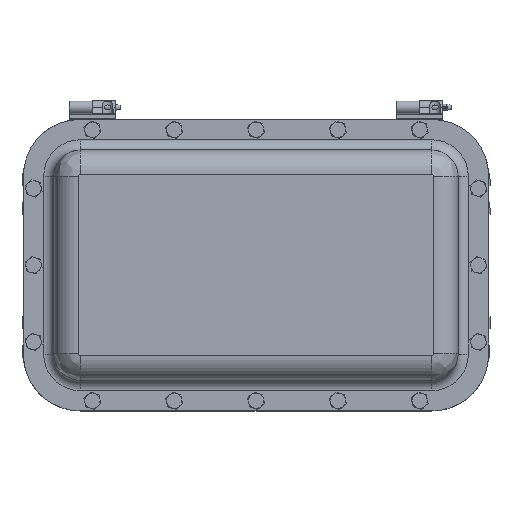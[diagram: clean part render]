
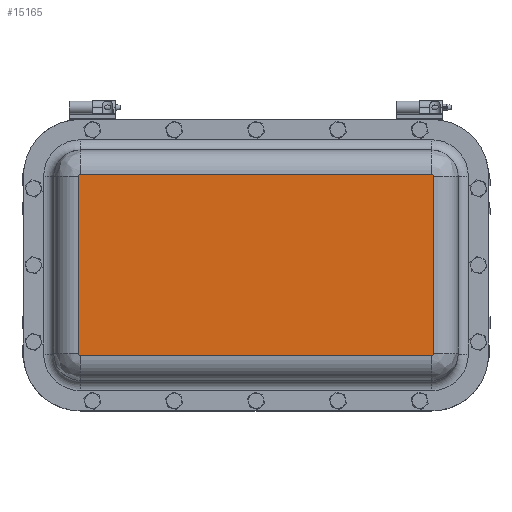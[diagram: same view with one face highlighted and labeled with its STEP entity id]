
A CAD part, top view. The second image highlights one B-rep face of the part: STEP entity #15165.
In plain terms, the highlighted face is planar.
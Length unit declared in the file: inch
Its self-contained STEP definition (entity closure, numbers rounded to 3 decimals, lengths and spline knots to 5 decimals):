
#969=LINE('',#26507,#2055);
#970=LINE('',#26526,#2056);
#972=LINE('',#26546,#2058);
#974=LINE('',#26566,#2060);
#2055=VECTOR('',#19444,0.3937);
#2056=VECTOR('',#19455,0.3937);
#2058=VECTOR('',#19467,0.3937);
#2060=VECTOR('',#19479,0.3937);
#2959=PLANE('',#16677);
#4542=FACE_OUTER_BOUND('',#5701,.T.);
#5701=EDGE_LOOP('',(#12457,#12458,#12459,#12460,#12461,#12462,#12463,#12464));
#6547=CIRCLE('',#16655,0.08459);
#6551=CIRCLE('',#16660,0.08459);
#6555=CIRCLE('',#16665,0.08459);
#6558=CIRCLE('',#16669,0.08459);
#7494=VERTEX_POINT('',#26500);
#7497=VERTEX_POINT('',#26505);
#7499=VERTEX_POINT('',#26518);
#7501=VERTEX_POINT('',#26524);
#7503=VERTEX_POINT('',#26538);
#7505=VERTEX_POINT('',#26544);
#7507=VERTEX_POINT('',#26558);
#7509=VERTEX_POINT('',#26564);
#9260=EDGE_CURVE('',#7497,#7494,#969,.T.);
#9262=EDGE_CURVE('',#7499,#7497,#6547,.T.);
#9265=EDGE_CURVE('',#7501,#7499,#970,.T.);
#9268=EDGE_CURVE('',#7503,#7501,#6551,.T.);
#9271=EDGE_CURVE('',#7505,#7503,#972,.T.);
#9274=EDGE_CURVE('',#7507,#7505,#6555,.T.);
#9277=EDGE_CURVE('',#7509,#7507,#974,.T.);
#9279=EDGE_CURVE('',#7494,#7509,#6558,.T.);
#12457=ORIENTED_EDGE('',*,*,#9260,.F.);
#12458=ORIENTED_EDGE('',*,*,#9262,.F.);
#12459=ORIENTED_EDGE('',*,*,#9265,.F.);
#12460=ORIENTED_EDGE('',*,*,#9268,.F.);
#12461=ORIENTED_EDGE('',*,*,#9271,.F.);
#12462=ORIENTED_EDGE('',*,*,#9274,.F.);
#12463=ORIENTED_EDGE('',*,*,#9277,.F.);
#12464=ORIENTED_EDGE('',*,*,#9279,.F.);
#15165=ADVANCED_FACE('',(#4542),#2959,.F.);
#16655=AXIS2_PLACEMENT_3D('',#26520,#19447,#19448);
#16660=AXIS2_PLACEMENT_3D('',#26540,#19459,#19460);
#16665=AXIS2_PLACEMENT_3D('',#26560,#19471,#19472);
#16669=AXIS2_PLACEMENT_3D('',#26577,#19481,#19482);
#16677=AXIS2_PLACEMENT_3D('',#26597,#19504,#19505);
#19444=DIRECTION('',(0.,-1.,0.));
#19447=DIRECTION('center_axis',(0.,0.,1.));
#19448=DIRECTION('ref_axis',(-0.707,0.707,0.));
#19455=DIRECTION('',(-1.,0.,0.));
#19459=DIRECTION('center_axis',(0.,0.,1.));
#19460=DIRECTION('ref_axis',(0.707,0.707,0.));
#19467=DIRECTION('',(0.,1.,0.));
#19471=DIRECTION('center_axis',(0.,0.,1.));
#19472=DIRECTION('ref_axis',(0.707,-0.707,0.));
#19479=DIRECTION('',(1.,0.,0.));
#19481=DIRECTION('center_axis',(0.,0.,1.));
#19482=DIRECTION('ref_axis',(-0.707,-0.707,0.));
#19504=DIRECTION('center_axis',(0.,0.,1.));
#19505=DIRECTION('ref_axis',(1.,0.,0.));
#26500=CARTESIAN_POINT('',(-8.67834,-4.34375,-3.0625));
#26505=CARTESIAN_POINT('',(-8.67834,4.34375,-3.0625));
#26507=CARTESIAN_POINT('',(-8.67834,2.17188,-3.0625));
#26518=CARTESIAN_POINT('',(-8.59375,4.42834,-3.0625));
#26520=CARTESIAN_POINT('Origin',(-8.59375,4.34375,-3.0625));
#26524=CARTESIAN_POINT('',(8.59375,4.42834,-3.0625));
#26526=CARTESIAN_POINT('',(4.29688,4.42834,-3.0625));
#26538=CARTESIAN_POINT('',(8.67834,4.34375,-3.0625));
#26540=CARTESIAN_POINT('Origin',(8.59375,4.34375,-3.0625));
#26544=CARTESIAN_POINT('',(8.67834,-4.34375,-3.0625));
#26546=CARTESIAN_POINT('',(8.67834,-2.17188,-3.0625));
#26558=CARTESIAN_POINT('',(8.59375,-4.42834,-3.0625));
#26560=CARTESIAN_POINT('Origin',(8.59375,-4.34375,-3.0625));
#26564=CARTESIAN_POINT('',(-8.59375,-4.42834,-3.0625));
#26566=CARTESIAN_POINT('',(-4.29688,-4.42834,-3.0625));
#26577=CARTESIAN_POINT('Origin',(-8.59375,-4.34375,-3.0625));
#26597=CARTESIAN_POINT('Origin',(0.,0.,-3.0625));
